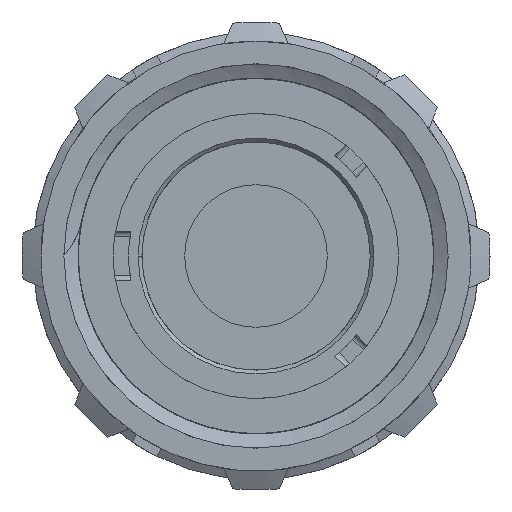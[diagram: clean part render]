
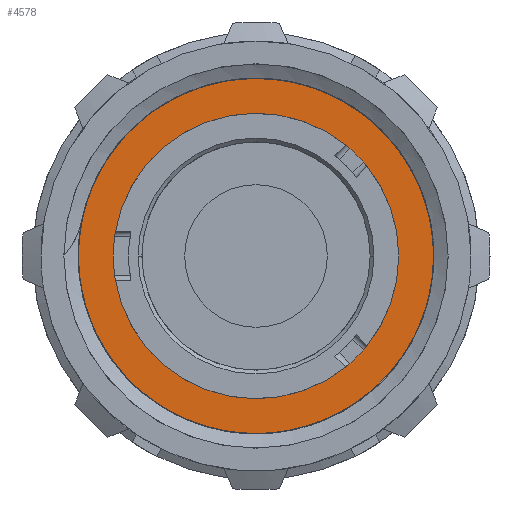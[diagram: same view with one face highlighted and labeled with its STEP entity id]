
A CAD part, left-side view. The second image highlights one B-rep face of the part: STEP entity #4578.
In plain terms, the highlighted planar face has unit normal (-1, 0, 0).
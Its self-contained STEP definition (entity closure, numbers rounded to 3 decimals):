
#354=CARTESIAN_POINT('',(-2.7,9.964,-9.964));
#355=DIRECTION('',(1.,0.,0.));
#356=DIRECTION('',(0.,-0.309,0.951));
#357=AXIS2_PLACEMENT_3D('',#354,#355,#356);
#359=CARTESIAN_POINT('',(-2.7,16.191,-16.936));
#360=CARTESIAN_POINT('',(-2.7,16.604,-16.589));
#361=CARTESIAN_POINT('',(-2.7,17.34,-15.849));
#362=CARTESIAN_POINT('',(-2.7,18.216,-14.622));
#363=CARTESIAN_POINT('',(-2.7,18.864,-13.339));
#364=CARTESIAN_POINT('',(-2.7,19.334,-11.873));
#365=CARTESIAN_POINT('',(-2.7,19.546,-10.527));
#366=CARTESIAN_POINT('',(-2.7,19.565,-8.956));
#367=CARTESIAN_POINT('',(-2.7,19.312,-7.391));
#368=CARTESIAN_POINT('',(-2.7,18.828,-5.929));
#369=CARTESIAN_POINT('',(-2.7,18.1,-4.525));
#370=CARTESIAN_POINT('',(-2.7,17.141,-3.248));
#371=CARTESIAN_POINT('',(-2.7,16.01,-2.157));
#372=CARTESIAN_POINT('',(-2.7,14.678,-1.235));
#373=CARTESIAN_POINT('',(-2.7,13.231,
-0.551));
#374=CARTESIAN_POINT('',(-2.7,11.688,
-0.105));
#375=CARTESIAN_POINT('',(-2.7,10.081,0.09));
#376=CARTESIAN_POINT('',(-2.7,8.446,0.02));
#377=CARTESIAN_POINT('',(-2.7,7.375,
-0.201));
#378=CARTESIAN_POINT('',(-2.7,6.843,
-0.358));
#380=CARTESIAN_POINT('',(-2.7,9.964,-9.964));
#381=DIRECTION('',(-1.,0.,0.));
#382=DIRECTION('',(0.,1.,0.));
#383=AXIS2_PLACEMENT_3D('',#380,#381,#382);
#385=CARTESIAN_POINT('',(-2.7,9.964,-9.964));
#386=DIRECTION('',(-1.,0.,0.));
#387=DIRECTION('',(0.,-1.,0.));
#388=AXIS2_PLACEMENT_3D('',#385,#386,#387);
#469=CARTESIAN_POINT('',(-2.7,11.96,-19.096));
#470=CARTESIAN_POINT('',(-2.7,11.472,-19.217));
#471=CARTESIAN_POINT('',(-2.7,10.485,-19.379));
#472=CARTESIAN_POINT('',(-2.7,8.957,-19.387));
#473=CARTESIAN_POINT('',(-2.7,7.427,-19.144));
#474=CARTESIAN_POINT('',(-2.7,5.971,-18.656));
#475=CARTESIAN_POINT('',(-2.7,4.596,-17.934));
#476=CARTESIAN_POINT('',(-2.7,3.336,-16.99));
#477=CARTESIAN_POINT('',(-2.7,2.241,-15.838));
#478=CARTESIAN_POINT('',(-2.7,1.368,-14.55));
#479=CARTESIAN_POINT('',(-2.7,0.71,
-13.153));
#480=CARTESIAN_POINT('',(-2.7,0.274,
-11.651));
#481=CARTESIAN_POINT('',(-2.7,0.088,
-10.088));
#482=CARTESIAN_POINT('',(-2.7,0.153,
-8.5));
#483=CARTESIAN_POINT('',(-2.7,0.462,
-6.956));
#484=CARTESIAN_POINT('',(-2.7,1.028,-5.448));
#485=CARTESIAN_POINT('',(-2.7,1.829,-4.057));
#486=CARTESIAN_POINT('',(-2.7,2.837,-2.812));
#487=CARTESIAN_POINT('',(-2.7,3.612,-2.113));
#488=CARTESIAN_POINT('',(-2.7,4.027,-1.793));
#1128=CARTESIAN_POINT('',(-2.7,16.191,
-16.936));
#1129=CARTESIAN_POINT('',(-2.7,15.806,
-17.281));
#1130=CARTESIAN_POINT('',(-2.7,14.984,
-17.907));
#1131=CARTESIAN_POINT('',(-2.7,13.522,
-18.659));
#1132=CARTESIAN_POINT('',(-2.7,12.495,
-18.978));
#1133=CARTESIAN_POINT('',(-2.7,11.96,
-19.096));
#3981=VERTEX_POINT('',#1128);
#3982=VERTEX_POINT('',#1133);
#3983=CARTESIAN_POINT('',(-2.7,6.843,
-0.358));
#3984=CARTESIAN_POINT('',(-2.7,4.027,
-1.793));
#3985=VERTEX_POINT('',#3983);
#3986=VERTEX_POINT('',#3984);
#3987=CARTESIAN_POINT('',(-2.7,17.464,-9.964));
#3988=CARTESIAN_POINT('',(-2.7,2.464,
-9.964));
#3989=VERTEX_POINT('',#3987);
#3990=VERTEX_POINT('',#3988);
#4559=CARTESIAN_POINT('',(-2.7,9.964,
-9.964));
#4560=DIRECTION('',(1.,0.,0.));
#4561=DIRECTION('',(0.,-1.,0.));
#4562=AXIS2_PLACEMENT_3D('',#4559,#4560,#4561);
#4563=PLANE('',#4562);
#4565=ORIENTED_EDGE('',*,*,#4564,.T.);
#4567=ORIENTED_EDGE('',*,*,#4566,.F.);
#4569=ORIENTED_EDGE('',*,*,#4568,.F.);
#4571=ORIENTED_EDGE('',*,*,#4570,.T.);
#4572=EDGE_LOOP('',(#4565,#4567,#4569,#4571));
#4573=FACE_OUTER_BOUND('',#4572,.F.);
#4574=ORIENTED_EDGE('',*,*,#4465,.T.);
#4575=ORIENTED_EDGE('',*,*,#4283,.T.);
#4576=EDGE_LOOP('',(#4574,#4575));
#4577=FACE_BOUND('',#4576,.F.);
#358=CIRCLE('',#357,10.1);
#379=B_SPLINE_CURVE_WITH_KNOTS('',3,(#359,#360,#361,#362,#363,#364,#365,#366,
#367,#368,#369,#370,#371,#372,#373,#374,#375,#376,#377,#378),.UNSPECIFIED.,.F.,
.F.,(4,1,1,1,1,1,1,1,1,1,1,1,1,1,1,1,1,4),(0.,0.059,
0.118,0.176,0.235,0.294,
0.353,0.412,0.471,0.529,
0.588,0.647,0.706,0.765,
0.824,0.882,0.941,1.),.UNSPECIFIED.);
#384=CIRCLE('',#383,7.5);
#389=CIRCLE('',#388,7.5);
#489=B_SPLINE_CURVE_WITH_KNOTS('',3,(#469,#470,#471,#472,#473,#474,#475,#476,
#477,#478,#479,#480,#481,#482,#483,#484,#485,#486,#487,#488),.UNSPECIFIED.,.F.,
.F.,(4,1,1,1,1,1,1,1,1,1,1,1,1,1,1,1,1,4),(0.,0.059,
0.118,0.176,0.235,0.294,
0.353,0.412,0.471,0.529,
0.588,0.647,0.706,0.765,
0.824,0.882,0.941,1.),.UNSPECIFIED.);
#1134=B_SPLINE_CURVE_WITH_KNOTS('',3,(#1128,#1129,#1130,#1131,#1132,#1133),
.UNSPECIFIED.,.F.,.F.,(4,1,1,4),(0.,0.333,0.667,1.),
.UNSPECIFIED.);
#4283=EDGE_CURVE('',#3990,#3989,#389,.T.);
#4465=EDGE_CURVE('',#3989,#3990,#384,.T.);
#4564=EDGE_CURVE('',#3985,#3986,#358,.T.);
#4566=EDGE_CURVE('',#3982,#3986,#489,.T.);
#4568=EDGE_CURVE('',#3981,#3982,#1134,.T.);
#4570=EDGE_CURVE('',#3981,#3985,#379,.T.);
#4578=ADVANCED_FACE('',(#4573,#4577),#4563,.F.);
